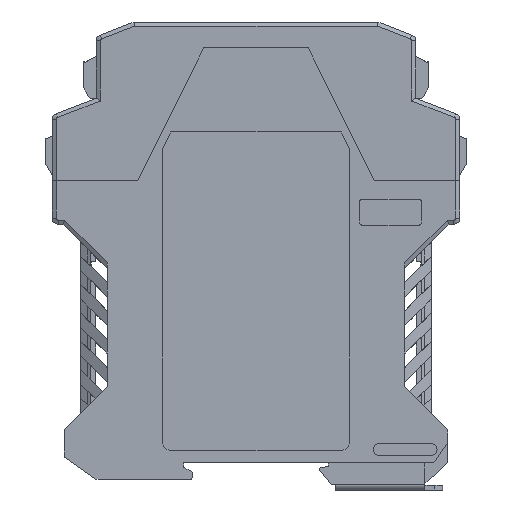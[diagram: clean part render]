
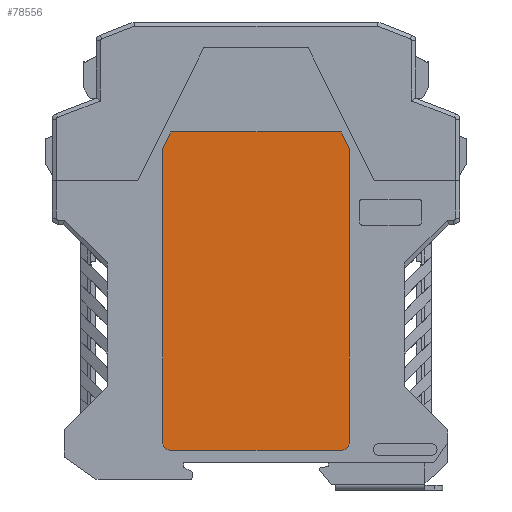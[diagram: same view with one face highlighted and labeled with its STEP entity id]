
A CAD part, left-side view. The second image highlights one B-rep face of the part: STEP entity #78556.
In plain terms, the highlighted face is planar.
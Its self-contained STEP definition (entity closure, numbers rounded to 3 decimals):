
#2212=CIRCLE('',#82935,2.);
#2213=CIRCLE('',#82936,2.);
#4032=VERTEX_POINT('',#108174);
#4033=VERTEX_POINT('',#108176);
#4034=VERTEX_POINT('',#108180);
#4035=VERTEX_POINT('',#108184);
#4036=VERTEX_POINT('',#108186);
#4037=VERTEX_POINT('',#108188);
#4038=VERTEX_POINT('',#108190);
#4039=VERTEX_POINT('',#108192);
#12250=VECTOR('',#89407,1.);
#12252=VECTOR('',#89410,1.);
#12253=VECTOR('',#89412,1.);
#12254=VECTOR('',#89413,1.);
#12255=VECTOR('',#89414,1.);
#12256=VECTOR('',#89417,1.);
#22702=LINE('',#108177,#12250);
#22704=LINE('',#108181,#12252);
#22705=LINE('',#108183,#12253);
#22706=LINE('',#108185,#12254);
#22707=LINE('',#108187,#12255);
#22708=LINE('',#108191,#12256);
#33210=EDGE_CURVE('',#4032,#4033,#22702,.T.);
#33212=EDGE_CURVE('',#4034,#4032,#22704,.T.);
#33213=EDGE_CURVE('',#4033,#4035,#22705,.T.);
#33214=EDGE_CURVE('',#4035,#4036,#22706,.T.);
#33215=EDGE_CURVE('',#4036,#4037,#22707,.T.);
#33216=EDGE_CURVE('',#4038,#4037,#2212,.T.);
#33217=EDGE_CURVE('',#4038,#4039,#22708,.T.);
#33218=EDGE_CURVE('',#4034,#4039,#2213,.T.);
#46184=ORIENTED_EDGE('',*,*,#33213,.T.);
#46185=ORIENTED_EDGE('',*,*,#33214,.T.);
#46186=ORIENTED_EDGE('',*,*,#33215,.T.);
#46187=ORIENTED_EDGE('',*,*,#33216,.F.);
#46188=ORIENTED_EDGE('',*,*,#33217,.T.);
#46189=ORIENTED_EDGE('',*,*,#33218,.F.);
#46190=ORIENTED_EDGE('',*,*,#33212,.T.);
#46191=ORIENTED_EDGE('',*,*,#33210,.T.);
#69177=EDGE_LOOP('',(#46184,#46185,#46186,#46187,#46188,#46189,#46190,#46191));
#73869=FACE_BOUND('',#69177,.T.);
#78556=ADVANCED_FACE('',(#73869),#131615,.T.);
#82934=AXIS2_PLACEMENT_3D('',#108182,#89411,$);
#82935=AXIS2_PLACEMENT_3D('',#108189,#89415,#89416);
#82936=AXIS2_PLACEMENT_3D('',#108193,#89418,#89419);
#89407=DIRECTION('',(0.447,0.894,0.));
#89410=DIRECTION('',(0.,1.,0.));
#89411=DIRECTION('',(0.,0.,-1.));
#89412=DIRECTION('',(1.,0.,0.));
#89413=DIRECTION('',(0.447,-0.894,0.));
#89414=DIRECTION('',(0.,-1.,0.));
#89415=DIRECTION('',(0.,0.,1.));
#89416=DIRECTION('',(2.,0.,0.));
#89417=DIRECTION('',(-1.,0.,0.));
#89418=DIRECTION('',(0.,0.,1.));
#89419=DIRECTION('',(2.,0.,0.));
#108174=CARTESIAN_POINT('',(-22.65,84.3,-11.1));
#108176=CARTESIAN_POINT('',(-20.65,88.3,-11.1));
#108177=CARTESIAN_POINT('',(-51.84,25.92,-11.1));
#108180=CARTESIAN_POINT('',(-22.65,13.,-11.1));
#108181=CARTESIAN_POINT('',(-22.65,0.,-11.1));
#108182=CARTESIAN_POINT('',(-34.89,74.275,-11.1));
#108183=CARTESIAN_POINT('',(0.,88.3,-11.1));
#108184=CARTESIAN_POINT('',(20.65,88.3,-11.1));
#108185=CARTESIAN_POINT('',(51.84,25.92,-11.1));
#108186=CARTESIAN_POINT('',(22.65,84.3,-11.1));
#108187=CARTESIAN_POINT('',(22.65,0.,-11.1));
#108188=CARTESIAN_POINT('',(22.65,13.,-11.1));
#108189=CARTESIAN_POINT('',(20.65,13.,-11.1));
#108190=CARTESIAN_POINT('',(20.65,11.,-11.1));
#108191=CARTESIAN_POINT('',(0.,11.,-11.1));
#108192=CARTESIAN_POINT('',(-20.65,11.,-11.1));
#108193=CARTESIAN_POINT('',(-20.65,13.,-11.1));
#131615=PLANE('',#82934);
